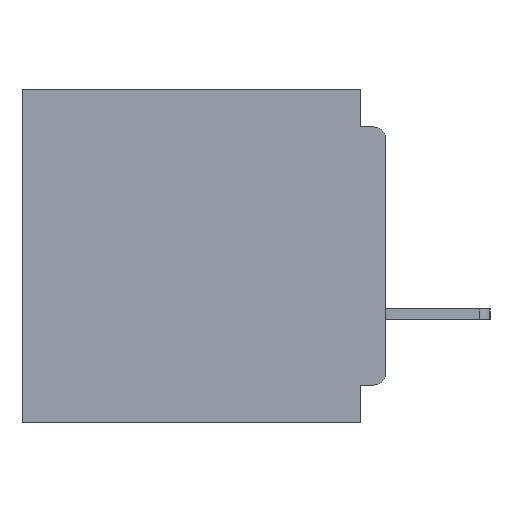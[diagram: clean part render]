
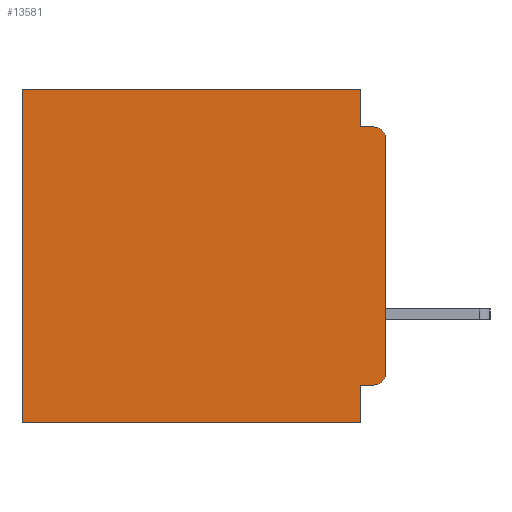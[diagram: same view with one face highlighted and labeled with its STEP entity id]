
A CAD part, left-side view. The second image highlights one B-rep face of the part: STEP entity #13581.
In plain terms, the highlighted planar face has unit normal (-1, 0, 0).
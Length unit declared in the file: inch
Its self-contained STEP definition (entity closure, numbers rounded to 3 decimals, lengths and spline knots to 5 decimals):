
#397 = AXIS2_PLACEMENT_3D ( 'NONE', #14068, #40652, #17848 ) ;
#591 = EDGE_LOOP ( 'NONE', ( #34291, #9319, #2744, #27834, #31387, #46165, #28527, #11848, #5248, #16581 ) ) ;
#1457 = DIRECTION ( 'NONE',  ( 0., 1., 0. ) ) ;
#2744 = ORIENTED_EDGE ( 'NONE', *, *, #11132, .F. ) ;
#4943 = VECTOR ( 'NONE', #21576, 39.37008 ) ;
#5009 = CARTESIAN_POINT ( 'NONE',  ( 0.3, 0., -0.4 ) ) ;
#5014 = DIRECTION ( 'NONE',  ( 0., 0., -1. ) ) ;
#5248 = ORIENTED_EDGE ( 'NONE', *, *, #24825, .F. ) ;
#7835 = CARTESIAN_POINT ( 'NONE',  ( 0.3, 0.031, 0. ) ) ;
#8001 = VECTOR ( 'NONE', #5014, 39.37008 ) ;
#8275 = CARTESIAN_POINT ( 'NONE',  ( 0.3, 0., -0.4 ) ) ;
#8736 = VERTEX_POINT ( 'NONE', #24830 ) ;
#9123 = EDGE_CURVE ( 'NONE', #14440, #22801, #11370, .T. ) ;
#9319 = ORIENTED_EDGE ( 'NONE', *, *, #17146, .T. ) ;
#10265 = VERTEX_POINT ( 'NONE', #19671 ) ;
#10381 = AXIS2_PLACEMENT_3D ( 'NONE', #22310, #48794, #26204 ) ;
#10386 = VERTEX_POINT ( 'NONE', #43124 ) ;
#11132 = EDGE_CURVE ( 'NONE', #43376, #36950, #20607, .T. ) ;
#11370 = LINE ( 'NONE', #20421, #30443 ) ;
#11649 = CARTESIAN_POINT ( 'NONE',  ( 0.3, 0.437, -0.4 ) ) ;
#11848 = ORIENTED_EDGE ( 'NONE', *, *, #42030, .F. ) ;
#12375 = VECTOR ( 'NONE', #31096, 39.37008 ) ;
#12646 = LINE ( 'NONE', #11649, #41797 ) ;
#12721 = DIRECTION ( 'NONE',  ( 1., 0., 0. ) ) ;
#13581 = ADVANCED_FACE ( 'NONE', ( #47160 ), #35170, .F. ) ;
#14068 = CARTESIAN_POINT ( 'NONE',  ( 0.3, 0.015, -0.34 ) ) ;
#14440 = VERTEX_POINT ( 'NONE', #25642 ) ;
#14703 = DIRECTION ( 'NONE',  ( 0., 1., 0. ) ) ;
#14777 = VERTEX_POINT ( 'NONE', #31440 ) ;
#15432 = DIRECTION ( 'NONE',  ( 0., 0., -1. ) ) ;
#16219 = CIRCLE ( 'NONE', #397, 0.015 ) ;
#16581 = ORIENTED_EDGE ( 'NONE', *, *, #46093, .T. ) ;
#17146 = EDGE_CURVE ( 'NONE', #10386, #36950, #48005, .T. ) ;
#17848 = DIRECTION ( 'NONE',  ( 0., 0., -1. ) ) ;
#19671 = CARTESIAN_POINT ( 'NONE',  ( 0.3, 0.437, 0. ) ) ;
#20421 = CARTESIAN_POINT ( 'NONE',  ( 0.3, 0., -0.4 ) ) ;
#20475 = LINE ( 'NONE', #24019, #8001 ) ;
#20607 = LINE ( 'NONE', #28955, #30823 ) ;
#21576 = DIRECTION ( 'NONE',  ( 0., 1., 0. ) ) ;
#22175 = LINE ( 'NONE', #38250, #42436 ) ;
#22310 = CARTESIAN_POINT ( 'NONE',  ( 0.3, 0.015, -0.06 ) ) ;
#22801 = VERTEX_POINT ( 'NONE', #24507 ) ;
#22842 = LINE ( 'NONE', #45056, #32983 ) ;
#23676 = LINE ( 'NONE', #8275, #12375 ) ;
#24019 = CARTESIAN_POINT ( 'NONE',  ( 0.3, 0.031, 0. ) ) ;
#24484 = EDGE_CURVE ( 'NONE', #25462, #43376, #20475, .T. ) ;
#24507 = CARTESIAN_POINT ( 'NONE',  ( 0.3, 0.437, -0.4 ) ) ;
#24825 = EDGE_CURVE ( 'NONE', #8736, #14777, #22842, .T. ) ;
#24830 = CARTESIAN_POINT ( 'NONE',  ( 0.3, 0.015, -0.355 ) ) ;
#25462 = VERTEX_POINT ( 'NONE', #7835 ) ;
#25642 = CARTESIAN_POINT ( 'NONE',  ( 0.3, 0.031, -0.4 ) ) ;
#26204 = DIRECTION ( 'NONE',  ( 0., 0., -1. ) ) ;
#27834 = ORIENTED_EDGE ( 'NONE', *, *, #24484, .F. ) ;
#28527 = ORIENTED_EDGE ( 'NONE', *, *, #9123, .F. ) ;
#28955 = CARTESIAN_POINT ( 'NONE',  ( 0.3, 0., -0.045 ) ) ;
#30443 = VECTOR ( 'NONE', #1457, 39.37008 ) ;
#30823 = VECTOR ( 'NONE', #40235, 39.37008 ) ;
#31096 = DIRECTION ( 'NONE',  ( 0., 0., -1. ) ) ;
#31222 = CARTESIAN_POINT ( 'NONE',  ( 0.3, 0.031, -0.045 ) ) ;
#31387 = ORIENTED_EDGE ( 'NONE', *, *, #41810, .T. ) ;
#31440 = CARTESIAN_POINT ( 'NONE',  ( 0.3, 0.031, -0.355 ) ) ;
#32251 = CARTESIAN_POINT ( 'NONE',  ( 0.3, 0., -0.34 ) ) ;
#32983 = VECTOR ( 'NONE', #14703, 39.37008 ) ;
#34291 = ORIENTED_EDGE ( 'NONE', *, *, #36623, .F. ) ;
#34467 = CARTESIAN_POINT ( 'NONE',  ( 0.3, 0.015, -0.045 ) ) ;
#35170 = PLANE ( 'NONE',  #35431 ) ;
#35431 = AXIS2_PLACEMENT_3D ( 'NONE', #5009, #12721, #39330 ) ;
#36623 = EDGE_CURVE ( 'NONE', #10386, #48481, #23676, .T. ) ;
#36950 = VERTEX_POINT ( 'NONE', #34467 ) ;
#38250 = CARTESIAN_POINT ( 'NONE',  ( 0.3, 0.031, -0.4 ) ) ;
#38266 = DIRECTION ( 'NONE',  ( 0., 0., -1. ) ) ;
#39330 = DIRECTION ( 'NONE',  ( 0., 0., -1. ) ) ;
#40235 = DIRECTION ( 'NONE',  ( 0., -1., 0. ) ) ;
#40652 = DIRECTION ( 'NONE',  ( -1., 0., 0. ) ) ;
#41797 = VECTOR ( 'NONE', #38266, 39.37008 ) ;
#41810 = EDGE_CURVE ( 'NONE', #25462, #10265, #45397, .T. ) ;
#42030 = EDGE_CURVE ( 'NONE', #14777, #14440, #22175, .T. ) ;
#42436 = VECTOR ( 'NONE', #15432, 39.37008 ) ;
#42706 = EDGE_CURVE ( 'NONE', #10265, #22801, #12646, .T. ) ;
#43124 = CARTESIAN_POINT ( 'NONE',  ( 0.3, 0., -0.06 ) ) ;
#43376 = VERTEX_POINT ( 'NONE', #31222 ) ;
#44375 = CARTESIAN_POINT ( 'NONE',  ( 0.3, 0., 0. ) ) ;
#45056 = CARTESIAN_POINT ( 'NONE',  ( 0.3, 0., -0.355 ) ) ;
#45397 = LINE ( 'NONE', #44375, #4943 ) ;
#46093 = EDGE_CURVE ( 'NONE', #8736, #48481, #16219, .T. ) ;
#46165 = ORIENTED_EDGE ( 'NONE', *, *, #42706, .T. ) ;
#47160 = FACE_OUTER_BOUND ( 'NONE', #591, .T. ) ;
#48005 = CIRCLE ( 'NONE', #10381, 0.015 ) ;
#48481 = VERTEX_POINT ( 'NONE', #32251 ) ;
#48794 = DIRECTION ( 'NONE',  ( -1., 0., 0. ) ) ;
